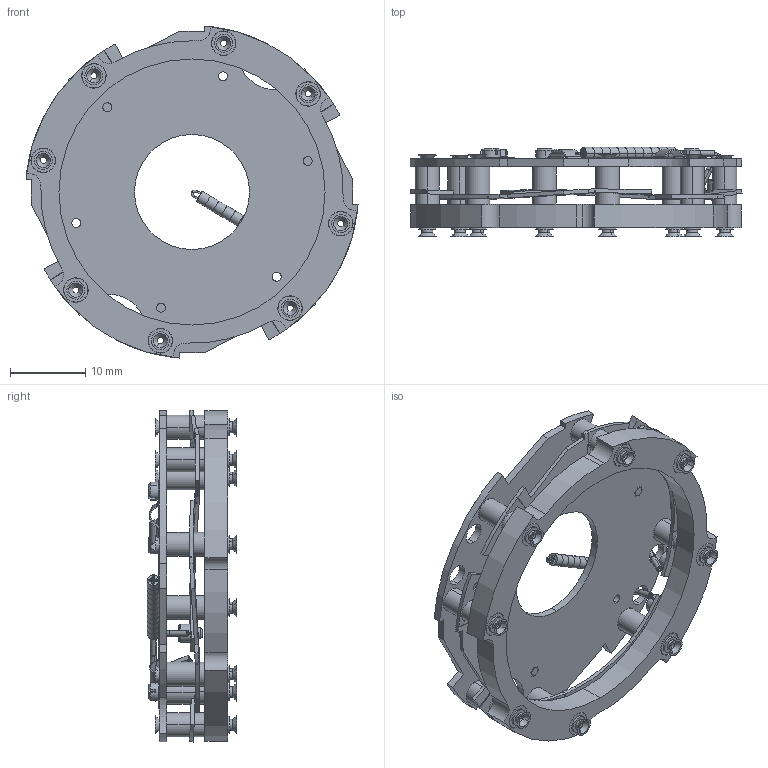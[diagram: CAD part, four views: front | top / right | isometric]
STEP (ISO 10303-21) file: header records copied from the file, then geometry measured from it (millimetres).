
FILE_DESCRIPTION (( 'STEP AP214' ), '1' );
FILE_NAME ('SN102441-01, STLCP-TTC-1.74_HAYNES 230_S.STEP', '2020-05-08T16:06:09', ( '' ), ( '' ), 'SwSTEP 2.0', 'SolidWorks 2010', '' );
FILE_SCHEMA (( 'AUTOMOTIVE_DESIGN' ));
Length unit declared in the file: inch
Products named in the file (1): SN102441-01, STLCP-TTC-1.74_HAYNES 230_S
Bounding box: 44 x 11.84 x 44 mm (x, y, z)
Surface area: 6898.4 mm2 (no closed solid volume)
Topology: 0 solids, 88 shells, 678 faces, 1779 edges, 1161 vertices
Faces by surface type: cylinder 349, plane 194, cone 103, torus 24, bspline 8
Entity records: 30016 total; most frequent: DIRECTION 4016, CARTESIAN_POINT 3927, ORIENTED_EDGE 3066, EDGE_CURVE 1771, AXIS2_PLACEMENT_3D 1658, VERTEX_POINT 1161, CIRCLE 987, EDGE_LOOP 833
